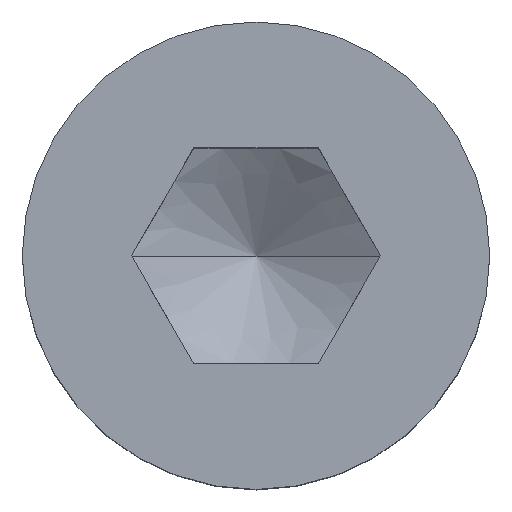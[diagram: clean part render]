
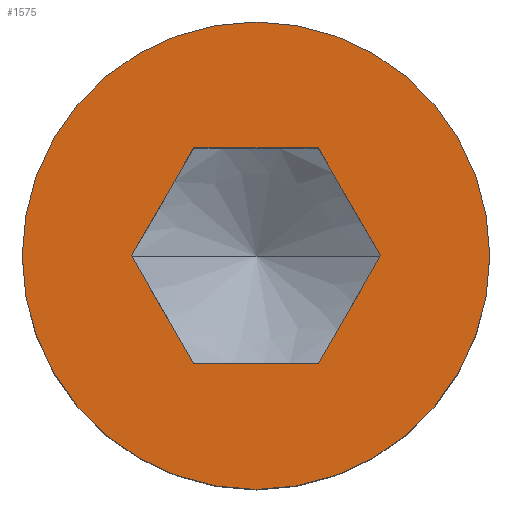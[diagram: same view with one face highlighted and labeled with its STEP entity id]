
A CAD part, top view. The second image highlights one B-rep face of the part: STEP entity #1575.
In plain terms, the highlighted planar face has unit normal (0, 0, 1).
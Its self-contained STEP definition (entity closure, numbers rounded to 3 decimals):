
#839=EDGE_CURVE('',#1647,#1505,#2166,.T.);
#853=EDGE_CURVE('',#1727,#1269,#2182,.T.);
#1171=EDGE_CURVE('',#1431,#1647,#2539,.T.);
#1269=VERTEX_POINT('',#2652);
#1431=VERTEX_POINT('',#2829);
#1503=EDGE_CURVE('',#1505,#1675,#2910,.T.);
#1505=VERTEX_POINT('',#2912);
#1575=ADVANCED_FACE('',(#2989,#2990),#2991,.T.);
#1647=VERTEX_POINT('',#3069);
#1675=VERTEX_POINT('',#3104);
#1677=VERTEX_POINT('',#3106);
#1727=VERTEX_POINT('',#3158);
#1747=VERTEX_POINT('',#3180);
#1851=EDGE_CURVE('',#1677,#1431,#3296,.T.);
#1867=EDGE_CURVE('',#1747,#1677,#3313,.T.);
#1915=EDGE_CURVE('',#1269,#1727,#3366,.T.);
#1925=EDGE_CURVE('',#1675,#1747,#3378,.T.);
#2166=LINE('',#3689,#3690);
#2182=CIRCLE('',#3712,6.5);
#2539=LINE('',#4230,#4231);
#2652=CARTESIAN_POINT('',(-6.5,0.,8.));
#2829=CARTESIAN_POINT('',(3.464,0.0,8.));
#2910=LINE('',#4748,#4749);
#2912=CARTESIAN_POINT('',(-1.732,-3.0,8.));
#2989=FACE_BOUND('',#4861,.T.);
#2990=FACE_OUTER_BOUND('',#4862,.T.);
#2991=PLANE('',#4863);
#3069=CARTESIAN_POINT('',(1.732,-3.0,8.));
#3104=CARTESIAN_POINT('',(-3.464,0.0,8.));
#3106=CARTESIAN_POINT('',(1.732,3.0,8.));
#3158=CARTESIAN_POINT('',(6.5,0.,8.));
#3180=CARTESIAN_POINT('',(-1.732,3.0,8.));
#3296=LINE('',#5290,#5291);
#3313=LINE('',#5313,#5314);
#3366=CIRCLE('',#5406,6.5);
#3378=LINE('',#5421,#5422);
#3689=CARTESIAN_POINT('',(-0.866,-3.0,8.));
#3690=VECTOR('',#5691,1.0);
#3712=AXIS2_PLACEMENT_3D('',#5713,#5714,#5715);
#4230=CARTESIAN_POINT('',(2.165,-2.25,8.));
#4231=VECTOR('',#6141,1.0);
#4748=CARTESIAN_POINT('',(-3.031,-0.75,8.));
#4749=VECTOR('',#6574,1.0);
#4861=EDGE_LOOP('',(#6672,#6673,#6674,#6675,#6676,#6677));
#4862=EDGE_LOOP('',(#6678,#6679));
#4863=AXIS2_PLACEMENT_3D('',#6680,#6681,#6682);
#5290=CARTESIAN_POINT('',(3.031,0.75,8.));
#5291=VECTOR('',#7017,1.0);
#5313=CARTESIAN_POINT('',(0.866,3.0,8.));
#5314=VECTOR('',#7028,1.0);
#5406=AXIS2_PLACEMENT_3D('',#7083,#7084,#7085);
#5421=CARTESIAN_POINT('',(-2.165,2.25,8.));
#5422=VECTOR('',#7103,1.0);
#5691=DIRECTION('',(-1.0,0.0,0.0));
#5713=CARTESIAN_POINT('',(0.,0.,8.));
#5714=DIRECTION('',(0.0,0.0,1.0));
#5715=DIRECTION('',(-1.0,0.,0.0));
#6141=DIRECTION('',(-0.5,-0.866,0.0));
#6574=DIRECTION('',(-0.5,0.866,0.0));
#6672=ORIENTED_EDGE('',*,*,#1503,.T.);
#6673=ORIENTED_EDGE('',*,*,#1925,.T.);
#6674=ORIENTED_EDGE('',*,*,#1867,.T.);
#6675=ORIENTED_EDGE('',*,*,#1851,.T.);
#6676=ORIENTED_EDGE('',*,*,#1171,.T.);
#6677=ORIENTED_EDGE('',*,*,#839,.T.);
#6678=ORIENTED_EDGE('',*,*,#1915,.T.);
#6679=ORIENTED_EDGE('',*,*,#853,.T.);
#6680=CARTESIAN_POINT('',(-4.982,0.,8.));
#6681=DIRECTION('',(0.0,0.0,1.0));
#6682=DIRECTION('',(-1.0,0.,0.0));
#7017=DIRECTION('',(0.5,-0.866,0.0));
#7028=DIRECTION('',(1.0,0.0,0.0));
#7083=CARTESIAN_POINT('',(0.,0.,8.));
#7084=DIRECTION('',(0.0,0.0,1.0));
#7085=DIRECTION('',(-1.0,0.,0.0));
#7103=DIRECTION('',(0.5,0.866,0.0));
